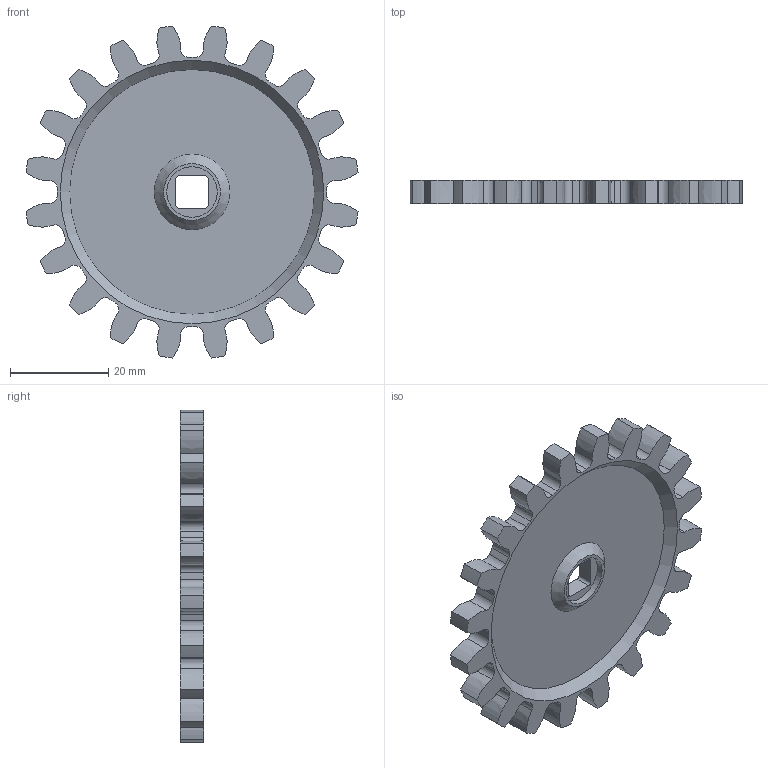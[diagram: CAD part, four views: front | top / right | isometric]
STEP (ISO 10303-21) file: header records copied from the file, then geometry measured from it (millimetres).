
FILE_DESCRIPTION(/* description */ (''),/* implementation_level */ '2;1');
FILE_NAME(/* name */ 'Spur gear (20 teeth).step',/* time_stamp */ '2024-06-27T20:49:42-05:00',/* author */ (''),/* organization */ (''),/* preprocessor_version */ 'ST-DEVELOPER v20',/* originating_system */ 'Autodesk Translation Framework v13.14.0.145',/* authorisation */ '');
FILE_SCHEMA (('AUTOMOTIVE_DESIGN { 1 0 10303 214 3 1 1 }'));
Length unit declared in the file: metre
Products named in the file (3): gears_v8; gears_v8_1; Spur gear (20 teeth)
Assembly tree (2 placements, depth 3):
  gears_v8
    gears_v8_1
      Spur gear (20 teeth)
Bounding box: 67.59 x 4.76 x 67.59 mm (x, y, z)
Volume: 10027.2 mm3; surface area: 7945.8 mm2
Topology: 1 solids, 1 shells, 136 faces, 393 edges, 262 vertices
Faces by surface type: cylinder 85, bspline 40, plane 9, cone 2
Full cylindrical faces by diameter (mm): 10.287 x1
Entity records: 8075 total; most frequent: CARTESIAN_POINT 4516, ORIENTED_EDGE 786, DIRECTION 689, EDGE_CURVE 393, AXIS2_PLACEMENT_3D 275, VERTEX_POINT 262, CIRCLE 174, EDGE_LOOP 141
